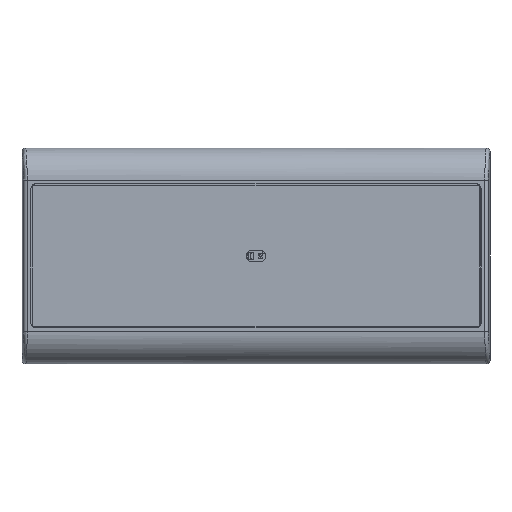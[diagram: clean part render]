
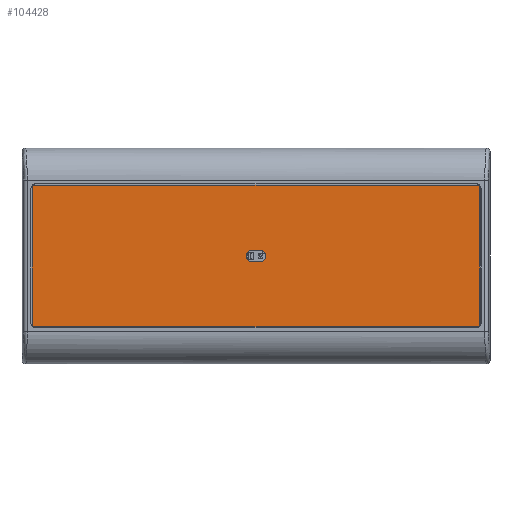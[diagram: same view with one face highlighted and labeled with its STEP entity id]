
A CAD part, top view. The second image highlights one B-rep face of the part: STEP entity #104428.
In plain terms, the highlighted planar face has unit normal (0, 0, 1).
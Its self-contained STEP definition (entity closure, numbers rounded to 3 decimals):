
#907=FACE_BOUND('',#15866,.T.);
#4446=PLANE('',#112756);
#9884=FACE_OUTER_BOUND('',#15865,.T.);
#15865=EDGE_LOOP('',(#94144,#94145,#94146,#94147,#94148,#94149,#94150,#94151));
#15866=EDGE_LOOP('',(#94152,#94153,#94154,#94155));
#19403=CIRCLE('',#112749,1.);
#19404=CIRCLE('',#112752,1.);
#19405=CIRCLE('',#112755,1.);
#19406=CIRCLE('',#112757,1.);
#19407=CIRCLE('',#112758,1.5);
#19408=CIRCLE('',#112759,1.5);
#30319=LINE('',#179083,#41467);
#30322=LINE('',#179091,#41470);
#30325=LINE('',#179099,#41473);
#30327=LINE('',#179107,#41475);
#30328=LINE('',#179110,#41476);
#30329=LINE('',#179114,#41477);
#41467=VECTOR('',#138584,10.);
#41470=VECTOR('',#138593,10.);
#41473=VECTOR('',#138602,10.);
#41475=VECTOR('',#138612,10.);
#41476=VECTOR('',#138613,10.);
#41477=VECTOR('',#138616,10.);
#51362=VERTEX_POINT('',#179079);
#51363=VERTEX_POINT('',#179081);
#51364=VERTEX_POINT('',#179085);
#51365=VERTEX_POINT('',#179089);
#51366=VERTEX_POINT('',#179093);
#51367=VERTEX_POINT('',#179097);
#51368=VERTEX_POINT('',#179101);
#51369=VERTEX_POINT('',#179105);
#51370=VERTEX_POINT('',#179108);
#51371=VERTEX_POINT('',#179109);
#51372=VERTEX_POINT('',#179111);
#51373=VERTEX_POINT('',#179113);
#65856=EDGE_CURVE('',#51363,#51362,#30319,.T.);
#65857=EDGE_CURVE('',#51364,#51363,#19403,.T.);
#65860=EDGE_CURVE('',#51365,#51364,#30322,.T.);
#65861=EDGE_CURVE('',#51366,#51365,#19404,.T.);
#65864=EDGE_CURVE('',#51367,#51366,#30325,.T.);
#65865=EDGE_CURVE('',#51368,#51367,#19405,.T.);
#65867=EDGE_CURVE('',#51362,#51369,#19406,.T.);
#65868=EDGE_CURVE('',#51369,#51368,#30327,.T.);
#65869=EDGE_CURVE('',#51370,#51371,#30328,.T.);
#65870=EDGE_CURVE('',#51371,#51372,#19407,.T.);
#65871=EDGE_CURVE('',#51372,#51373,#30329,.T.);
#65872=EDGE_CURVE('',#51373,#51370,#19408,.T.);
#94144=ORIENTED_EDGE('',*,*,#65867,.F.);
#94145=ORIENTED_EDGE('',*,*,#65856,.F.);
#94146=ORIENTED_EDGE('',*,*,#65857,.F.);
#94147=ORIENTED_EDGE('',*,*,#65860,.F.);
#94148=ORIENTED_EDGE('',*,*,#65861,.F.);
#94149=ORIENTED_EDGE('',*,*,#65864,.F.);
#94150=ORIENTED_EDGE('',*,*,#65865,.F.);
#94151=ORIENTED_EDGE('',*,*,#65868,.F.);
#94152=ORIENTED_EDGE('',*,*,#65869,.T.);
#94153=ORIENTED_EDGE('',*,*,#65870,.T.);
#94154=ORIENTED_EDGE('',*,*,#65871,.T.);
#94155=ORIENTED_EDGE('',*,*,#65872,.T.);
#104428=ADVANCED_FACE('',(#9884,#907),#4446,.T.);
#112749=AXIS2_PLACEMENT_3D('',#179086,#138587,#138588);
#112752=AXIS2_PLACEMENT_3D('',#179094,#138596,#138597);
#112755=AXIS2_PLACEMENT_3D('',#179102,#138605,#138606);
#112756=AXIS2_PLACEMENT_3D('',#179104,#138608,#138609);
#112757=AXIS2_PLACEMENT_3D('',#179106,#138610,#138611);
#112758=AXIS2_PLACEMENT_3D('',#179112,#138614,#138615);
#112759=AXIS2_PLACEMENT_3D('',#179115,#138617,#138618);
#138584=DIRECTION('',(0.,1.,0.));
#138587=DIRECTION('center_axis',(0.,0.,-1.));
#138588=DIRECTION('ref_axis',(-0.707,-0.707,0.));
#138593=DIRECTION('',(-1.,0.,0.));
#138596=DIRECTION('center_axis',(0.,0.,-1.));
#138597=DIRECTION('ref_axis',(0.707,-0.707,0.));
#138602=DIRECTION('',(0.,-1.,0.));
#138605=DIRECTION('center_axis',(0.,0.,-1.));
#138606=DIRECTION('ref_axis',(0.707,0.707,0.));
#138608=DIRECTION('center_axis',(0.,0.,1.));
#138609=DIRECTION('ref_axis',(1.,0.,0.));
#138610=DIRECTION('center_axis',(0.,0.,-1.));
#138611=DIRECTION('ref_axis',(-0.707,0.707,0.));
#138612=DIRECTION('',(1.,0.,0.));
#138613=DIRECTION('',(-1.,0.,0.));
#138614=DIRECTION('center_axis',(0.,0.,-1.));
#138615=DIRECTION('ref_axis',(-1.,0.,0.));
#138616=DIRECTION('',(1.,0.,0.));
#138617=DIRECTION('center_axis',(0.,0.,-1.));
#138618=DIRECTION('ref_axis',(-1.,0.,0.));
#179079=CARTESIAN_POINT('',(-62.2,18.7,8.76));
#179081=CARTESIAN_POINT('',(-62.2,-18.7,8.76));
#179083=CARTESIAN_POINT('',(-62.2,19.7,8.76));
#179085=CARTESIAN_POINT('',(-61.2,-19.7,8.76));
#179086=CARTESIAN_POINT('Origin',(-61.2,-18.7,8.76));
#179089=CARTESIAN_POINT('',(61.2,-19.7,8.76));
#179091=CARTESIAN_POINT('',(-62.2,-19.7,8.76));
#179093=CARTESIAN_POINT('',(62.2,-18.7,8.76));
#179094=CARTESIAN_POINT('Origin',(61.2,-18.7,8.76));
#179097=CARTESIAN_POINT('',(62.2,18.7,8.76));
#179099=CARTESIAN_POINT('',(62.2,-19.7,8.76));
#179101=CARTESIAN_POINT('',(61.2,19.7,8.76));
#179102=CARTESIAN_POINT('Origin',(61.2,18.7,8.76));
#179104=CARTESIAN_POINT('Origin',(0.,0.,
8.76));
#179105=CARTESIAN_POINT('',(-61.2,19.7,8.76));
#179106=CARTESIAN_POINT('Origin',(-61.2,18.7,8.76));
#179107=CARTESIAN_POINT('',(62.2,19.7,8.76));
#179108=CARTESIAN_POINT('',(1.25,-1.5,8.76));
#179109=CARTESIAN_POINT('',(-1.25,-1.5,8.76));
#179110=CARTESIAN_POINT('',(-0.625,-1.5,8.76));
#179111=CARTESIAN_POINT('',(-1.25,1.5,8.76));
#179112=CARTESIAN_POINT('Origin',(-1.25,0.,8.76));
#179113=CARTESIAN_POINT('',(1.25,1.5,8.76));
#179114=CARTESIAN_POINT('',(0.625,1.5,8.76));
#179115=CARTESIAN_POINT('Origin',(1.25,0.,8.76));
